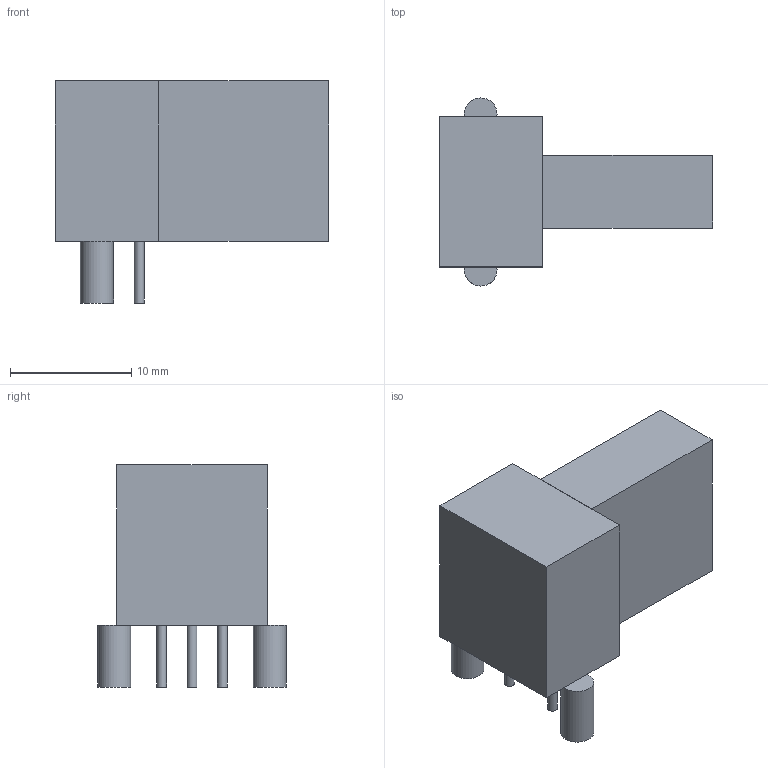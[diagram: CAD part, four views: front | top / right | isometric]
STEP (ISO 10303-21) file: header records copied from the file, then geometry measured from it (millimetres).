
FILE_DESCRIPTION(('FreeCAD Model'),'2;1');
FILE_NAME('9743172.1.3.stp','2020-12-23T12:19:48',( 'Author'),(''),'Open CASCADE STEP processor 6.9','FreeCAD','Unknown' );
FILE_SCHEMA(('AUTOMOTIVE_DESIGN { 1 0 10303 214 1 1 1 1 }'));
Length unit declared in the file: millimetre
Products named in the file (3): ASSEMBLY; Body; Leads
Assembly tree (2 placements, depth 2):
  ASSEMBLY
    Body
    Leads
Bounding box: 22.5 x 15.5 x 18.3 mm (x, y, z)
Volume: 2571.3 mm3; surface area: 1637.1 mm2
Topology: 9 solids, 9 shells, 33 faces, 45 edges, 30 vertices
Faces by surface type: plane 26, cylinder 7
Full cylindrical faces by diameter (mm): 0.8 x5, 2.7 x2
Entity records: 1393 total; most frequent: DIRECTION 221, CARTESIAN_POINT 201, LINE 107, VECTOR 107, ORIENTED_EDGE 90, PCURVE 90, DEFINITIONAL_REPRESENTATION 90, AXIS2_PLACEMENT_3D 50
